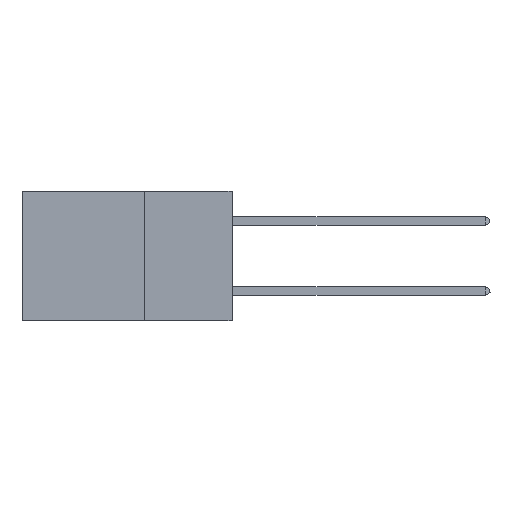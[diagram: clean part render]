
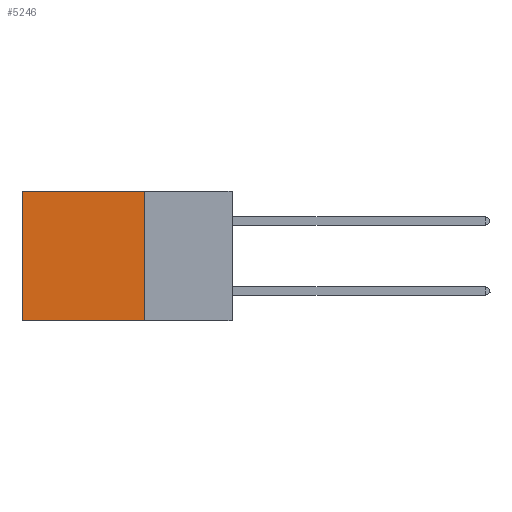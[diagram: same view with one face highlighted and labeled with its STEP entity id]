
A CAD part, left-side view. The second image highlights one B-rep face of the part: STEP entity #5246.
In plain terms, the highlighted planar face has unit normal (-1, 0, 0).
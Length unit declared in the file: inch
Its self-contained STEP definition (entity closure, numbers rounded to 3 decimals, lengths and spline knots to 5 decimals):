
#729 = DIRECTION ( 'NONE',  ( 0., 1., 0. ) ) ;
#1500 = VECTOR ( 'NONE', #4342, 39.37008 ) ;
#1527 = EDGE_LOOP ( 'NONE', ( #35694, #23726, #4733, #18555 ) ) ;
#1765 = CARTESIAN_POINT ( 'NONE',  ( 0.2875, 0.25, 0. ) ) ;
#1937 = LINE ( 'NONE', #1765, #1500 ) ;
#3200 = CARTESIAN_POINT ( 'NONE',  ( 0.2875, 0.25, -0.37 ) ) ;
#3797 = EDGE_CURVE ( 'NONE', #29009, #8247, #6755, .T. ) ;
#4342 = DIRECTION ( 'NONE',  ( 0., 0., -1. ) ) ;
#4352 = CARTESIAN_POINT ( 'NONE',  ( 0.2875, 0.6, 0. ) ) ;
#4553 = DIRECTION ( 'NONE',  ( 1., 0., 0. ) ) ;
#4733 = ORIENTED_EDGE ( 'NONE', *, *, #30910, .F. ) ;
#5246 = ADVANCED_FACE ( 'NONE', ( #32750 ), #24050, .F. ) ;
#5621 = EDGE_CURVE ( 'NONE', #10193, #8247, #11681, .T. ) ;
#6755 = LINE ( 'NONE', #4352, #12036 ) ;
#7427 = EDGE_CURVE ( 'NONE', #22177, #29009, #14189, .T. ) ;
#8247 = VERTEX_POINT ( 'NONE', #12511 ) ;
#10193 = VERTEX_POINT ( 'NONE', #13655 ) ;
#11681 = LINE ( 'NONE', #3200, #30954 ) ;
#12036 = VECTOR ( 'NONE', #29799, 39.37008 ) ;
#12511 = CARTESIAN_POINT ( 'NONE',  ( 0.2875, 0.6, -0.37 ) ) ;
#12734 = CARTESIAN_POINT ( 'NONE',  ( 0.2875, 0.25, 0. ) ) ;
#13655 = CARTESIAN_POINT ( 'NONE',  ( 0.2875, 0.25, -0.37 ) ) ;
#14189 = LINE ( 'NONE', #31411, #23849 ) ;
#14648 = DIRECTION ( 'NONE',  ( 0., 1., 0. ) ) ;
#18555 = ORIENTED_EDGE ( 'NONE', *, *, #7427, .T. ) ;
#18786 = DIRECTION ( 'NONE',  ( 0., 0., -1. ) ) ;
#22177 = VERTEX_POINT ( 'NONE', #35600 ) ;
#23726 = ORIENTED_EDGE ( 'NONE', *, *, #5621, .F. ) ;
#23849 = VECTOR ( 'NONE', #14648, 39.37008 ) ;
#24050 = PLANE ( 'NONE',  #24073 ) ;
#24073 = AXIS2_PLACEMENT_3D ( 'NONE', #12734, #4553, #18786 ) ;
#29009 = VERTEX_POINT ( 'NONE', #31159 ) ;
#29799 = DIRECTION ( 'NONE',  ( 0., 0., -1. ) ) ;
#30910 = EDGE_CURVE ( 'NONE', #22177, #10193, #1937, .T. ) ;
#30954 = VECTOR ( 'NONE', #729, 39.37008 ) ;
#31159 = CARTESIAN_POINT ( 'NONE',  ( 0.2875, 0.6, 0. ) ) ;
#31411 = CARTESIAN_POINT ( 'NONE',  ( 0.2875, 0.25, 0. ) ) ;
#32750 = FACE_OUTER_BOUND ( 'NONE', #1527, .T. ) ;
#35600 = CARTESIAN_POINT ( 'NONE',  ( 0.2875, 0.25, 0. ) ) ;
#35694 = ORIENTED_EDGE ( 'NONE', *, *, #3797, .T. ) ;
